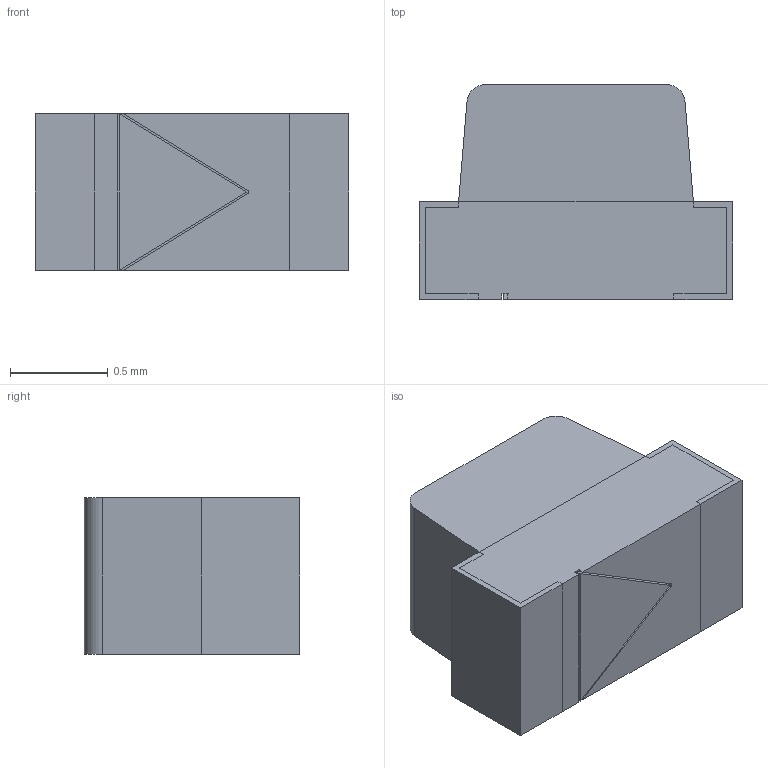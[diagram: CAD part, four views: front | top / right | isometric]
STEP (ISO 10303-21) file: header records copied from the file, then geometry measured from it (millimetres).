
FILE_DESCRIPTION(('FreeCAD Model'),'2;1');
FILE_NAME('Open CASCADE Shape Model','2024-11-23T01:11:57',(''),(''), 'Open CASCADE STEP processor 7.8','FreeCAD','Unknown');
FILE_SCHEMA(('AUTOMOTIVE_DESIGN { 1 0 10303 214 1 1 1 1 }'));
Length unit declared in the file: millimetre
Products named in the file (6): 2D6996B3-441A-4622-AEA1-1FAA8AFD46C013; 2D6996B3-441A-4622-AEA1-1FAA8AFD46C8; 2D6996B3-441A-4622-AEA1-1FAA8AFD46C009; 2D6996B3-441A-4622-AEA1-1FAA8AFD46C010; 2D6996B3-441A-4622-AEA1-1FAA8AFD46C011; 2D6996B3-441A-4622-AEA1-1FAA8AFD46C012
Assembly tree (5 placements, depth 2):
  2D6996B3-441A-4622-AEA1-1FAA8AFD46C013
    2D6996B3-441A-4622-AEA1-1FAA8AFD46C8
    2D6996B3-441A-4622-AEA1-1FAA8AFD46C009
    2D6996B3-441A-4622-AEA1-1FAA8AFD46C010
    2D6996B3-441A-4622-AEA1-1FAA8AFD46C011
    2D6996B3-441A-4622-AEA1-1FAA8AFD46C012
Bounding box: 1.6 x 1.1 x 0.8 mm (x, y, z)
Volume: 1.2 mm3; surface area: 12.8 mm2
Topology: 5 solids, 5 shells, 58 faces, 140 edges, 92 vertices
Faces by surface type: plane 55, cylinder 3
Entity records: 1813 total; most frequent: CARTESIAN_POINT 296, ORIENTED_EDGE 280, DIRECTION 274, EDGE_CURVE 140, LINE 134, VECTOR 134, VERTEX_POINT 92, AXIS2_PLACEMENT_3D 70
